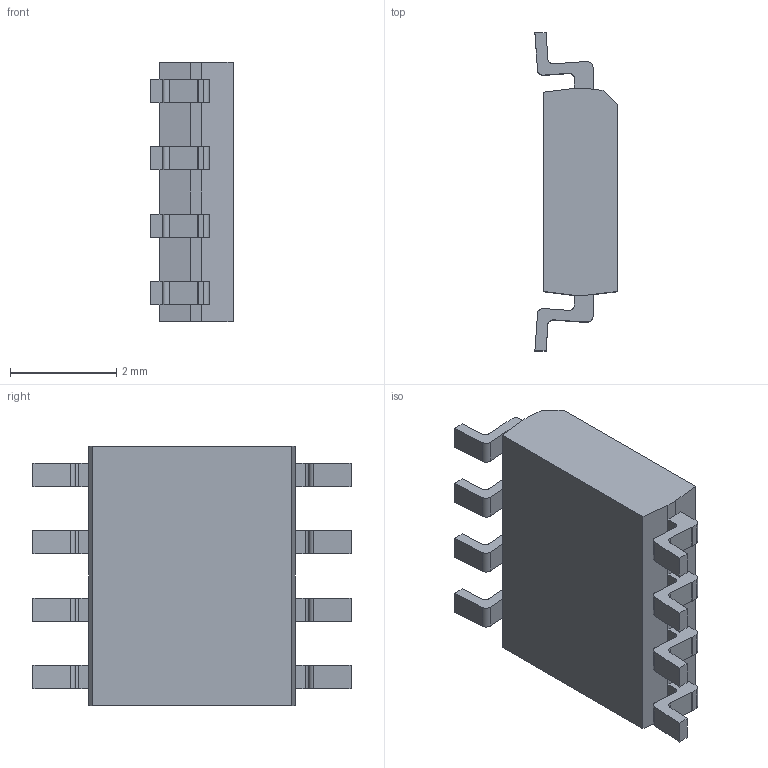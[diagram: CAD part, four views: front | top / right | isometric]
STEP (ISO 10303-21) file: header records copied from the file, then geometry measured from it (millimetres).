
FILE_DESCRIPTION((''),'2;1');
FILE_NAME('TISP3XXX','2012-08-31T',('ryans'),('Bourns, Inc.'),'PRO/ENGINEER BY PARAMETRIC TECHNOLOGY CORPORATION, 2010100','PRO/ENGINEER BY PARAMETRIC TECHNOLOGY CORPORATION, 2010100','');
FILE_SCHEMA(('CONFIG_CONTROL_DESIGN'));
Length unit declared in the file: millimetre
Products named in the file (1): TISP3XXX
Bounding box: 1.55 x 6 x 4.9 mm (x, y, z)
Volume: 27.7 mm3; surface area: 79.7 mm2
Topology: 1 solids, 1 shells, 139 faces, 395 edges, 258 vertices
Faces by surface type: plane 99, cylinder 40
Entity records: 4519 total; most frequent: CARTESIAN_POINT 792, ORIENTED_EDGE 790, DIRECTION 753, EDGE_CURVE 395, VECTOR 315, LINE 315, VERTEX_POINT 258, AXIS2_PLACEMENT_3D 219
